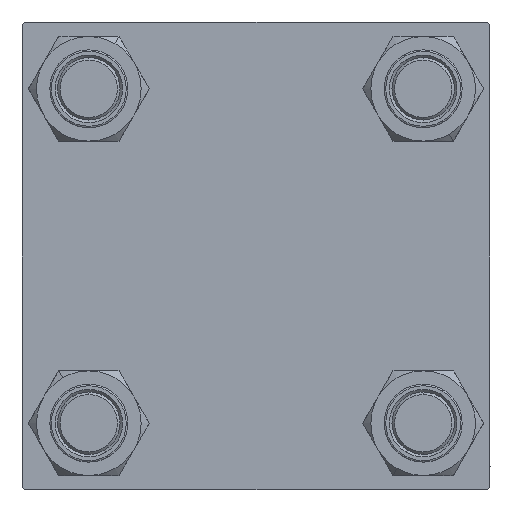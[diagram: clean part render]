
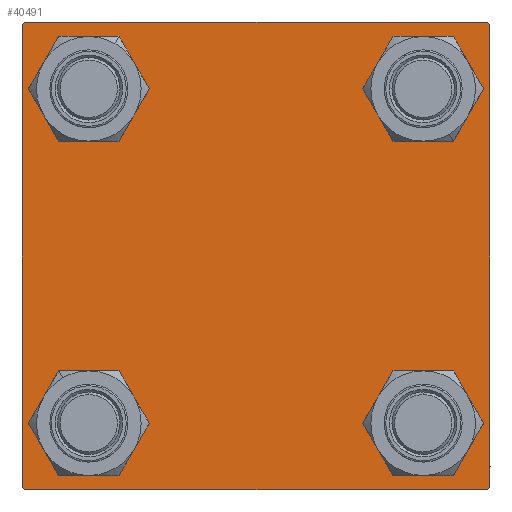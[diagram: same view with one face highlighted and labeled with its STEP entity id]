
A CAD part, left-side view. The second image highlights one B-rep face of the part: STEP entity #40491.
In plain terms, the highlighted planar face has unit normal (-1, 0, 0).
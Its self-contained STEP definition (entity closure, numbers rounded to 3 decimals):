
#111 = ORIENTED_EDGE ( 'NONE', *, *, #2456, .T. ) ;
#663 = VECTOR ( 'NONE', #10213, 1000. ) ;
#833 = DIRECTION ( 'NONE',  ( 0., -1., 0. ) ) ;
#1543 = LINE ( 'NONE', #28669, #10582 ) ;
#1777 = VERTEX_POINT ( 'NONE', #9063 ) ;
#2276 = ORIENTED_EDGE ( 'NONE', *, *, #22373, .T. ) ;
#2456 = EDGE_CURVE ( 'NONE', #4828, #28904, #15437, .T. ) ;
#2459 = VERTEX_POINT ( 'NONE', #23864 ) ;
#2872 = AXIS2_PLACEMENT_3D ( 'NONE', #25276, #36961, #6002 ) ;
#3090 = VERTEX_POINT ( 'NONE', #12019 ) ;
#3429 = EDGE_CURVE ( 'NONE', #1777, #29359, #1543, .T. ) ;
#3604 = EDGE_LOOP ( 'NONE', ( #111, #26040 ) ) ;
#3776 = ORIENTED_EDGE ( 'NONE', *, *, #17446, .T. ) ;
#3830 = FACE_BOUND ( 'NONE', #3604, .T. ) ;
#4196 = DIRECTION ( 'NONE',  ( 0., -1., 0. ) ) ;
#4219 = CARTESIAN_POINT ( 'NONE',  ( 0., -44.5, 45. ) ) ;
#4828 = VERTEX_POINT ( 'NONE', #26059 ) ;
#4956 = ORIENTED_EDGE ( 'NONE', *, *, #43263, .T. ) ;
#4970 = VECTOR ( 'NONE', #27386, 1000. ) ;
#5007 = FACE_BOUND ( 'NONE', #48736, .T. ) ;
#5151 = AXIS2_PLACEMENT_3D ( 'NONE', #31397, #22343, #6377 ) ;
#5263 = ORIENTED_EDGE ( 'NONE', *, *, #39731, .F. ) ;
#5336 = VECTOR ( 'NONE', #6232, 1000. ) ;
#5427 = EDGE_CURVE ( 'NONE', #10688, #36786, #26876, .T. ) ;
#5509 = DIRECTION ( 'NONE',  ( -1., 0., 0. ) ) ;
#6002 = DIRECTION ( 'NONE',  ( 0., 0., 1. ) ) ;
#6232 = DIRECTION ( 'NONE',  ( 0., 0., -1. ) ) ;
#6284 = ORIENTED_EDGE ( 'NONE', *, *, #33718, .T. ) ;
#6377 = DIRECTION ( 'NONE',  ( 0., 0., 1. ) ) ;
#6444 = CARTESIAN_POINT ( 'NONE',  ( 0., -32.15, 32.15 ) ) ;
#7275 = ORIENTED_EDGE ( 'NONE', *, *, #3429, .T. ) ;
#8252 = CARTESIAN_POINT ( 'NONE',  ( 0., 45., 45. ) ) ;
#8558 = VECTOR ( 'NONE', #38524, 1000. ) ;
#9025 = VECTOR ( 'NONE', #833, 1000. ) ;
#9063 = CARTESIAN_POINT ( 'NONE',  ( 0., 45., -44.5 ) ) ;
#9535 = LINE ( 'NONE', #36690, #37853 ) ;
#9987 = CARTESIAN_POINT ( 'NONE',  ( 0., -32.15, 38.65 ) ) ;
#10140 = CIRCLE ( 'NONE', #2872, 6.5 ) ;
#10213 = DIRECTION ( 'NONE',  ( 0., -0.707, 0.707 ) ) ;
#10302 = CARTESIAN_POINT ( 'NONE',  ( 0., 45., 44.5 ) ) ;
#10364 = EDGE_CURVE ( 'NONE', #2459, #19445, #14848, .T. ) ;
#10550 = CARTESIAN_POINT ( 'NONE',  ( 0., 44.5, 45. ) ) ;
#10564 = ORIENTED_EDGE ( 'NONE', *, *, #48009, .T. ) ;
#10582 = VECTOR ( 'NONE', #17496, 1000. ) ;
#10688 = VERTEX_POINT ( 'NONE', #10550 ) ;
#11065 = VERTEX_POINT ( 'NONE', #9987 ) ;
#11737 = AXIS2_PLACEMENT_3D ( 'NONE', #40957, #37635, #32826 ) ;
#12019 = CARTESIAN_POINT ( 'NONE',  ( 0., 32.15, -38.65 ) ) ;
#12392 = AXIS2_PLACEMENT_3D ( 'NONE', #26593, #14421, #37521 ) ;
#13196 = CARTESIAN_POINT ( 'NONE',  ( 0., 32.15, -32.15 ) ) ;
#13275 = EDGE_CURVE ( 'NONE', #28904, #4828, #38482, .T. ) ;
#14421 = DIRECTION ( 'NONE',  ( 1., 0., 0. ) ) ;
#14848 = CIRCLE ( 'NONE', #5151, 6.5 ) ;
#15197 = EDGE_LOOP ( 'NONE', ( #28597, #6284 ) ) ;
#15437 = CIRCLE ( 'NONE', #43817, 6.5 ) ;
#15705 = ORIENTED_EDGE ( 'NONE', *, *, #10364, .T. ) ;
#16014 = DIRECTION ( 'NONE',  ( 0., 0., 1. ) ) ;
#16525 = VERTEX_POINT ( 'NONE', #40327 ) ;
#16663 = FACE_BOUND ( 'NONE', #35786, .T. ) ;
#16789 = LINE ( 'NONE', #24169, #9025 ) ;
#17446 = EDGE_CURVE ( 'NONE', #19445, #2459, #10140, .T. ) ;
#17496 = DIRECTION ( 'NONE',  ( 0., -0.707, -0.707 ) ) ;
#17725 = ORIENTED_EDGE ( 'NONE', *, *, #49374, .T. ) ;
#19445 = VERTEX_POINT ( 'NONE', #41125 ) ;
#19814 = DIRECTION ( 'NONE',  ( 1., 0., 0. ) ) ;
#20224 = PLANE ( 'NONE',  #37755 ) ;
#20500 = CIRCLE ( 'NONE', #12392, 6.5 ) ;
#22284 = CARTESIAN_POINT ( 'NONE',  ( 0., 45., 45. ) ) ;
#22343 = DIRECTION ( 'NONE',  ( 1., 0., 0. ) ) ;
#22373 = EDGE_CURVE ( 'NONE', #36603, #31425, #9535, .T. ) ;
#23373 = EDGE_CURVE ( 'NONE', #10688, #31425, #38965, .T. ) ;
#23531 = CARTESIAN_POINT ( 'NONE',  ( 0., -45., 44.5 ) ) ;
#23864 = CARTESIAN_POINT ( 'NONE',  ( 0., -32.15, -25.65 ) ) ;
#24169 = CARTESIAN_POINT ( 'NONE',  ( 0., 45., -45. ) ) ;
#24563 = EDGE_CURVE ( 'NONE', #16525, #38812, #33053, .T. ) ;
#24940 = CARTESIAN_POINT ( 'NONE',  ( 0., -32.15, 25.65 ) ) ;
#24954 = EDGE_CURVE ( 'NONE', #45432, #3090, #37132, .T. ) ;
#25017 = DIRECTION ( 'NONE',  ( 0., 0.707, 0.707 ) ) ;
#25276 = CARTESIAN_POINT ( 'NONE',  ( 0., -32.15, -32.15 ) ) ;
#25420 = VERTEX_POINT ( 'NONE', #24940 ) ;
#25761 = CARTESIAN_POINT ( 'NONE',  ( 0., -45., 45. ) ) ;
#26040 = ORIENTED_EDGE ( 'NONE', *, *, #13275, .T. ) ;
#26059 = CARTESIAN_POINT ( 'NONE',  ( 0., 32.15, 38.65 ) ) ;
#26584 = AXIS2_PLACEMENT_3D ( 'NONE', #6444, #33829, #49086 ) ;
#26593 = CARTESIAN_POINT ( 'NONE',  ( 0., 32.15, -32.15 ) ) ;
#26876 = LINE ( 'NONE', #42373, #4970 ) ;
#26912 = EDGE_LOOP ( 'NONE', ( #4956, #7275, #35960, #49687, #5263, #2276, #42248, #39541 ) ) ;
#27386 = DIRECTION ( 'NONE',  ( 0., 0.707, -0.707 ) ) ;
#27553 = CARTESIAN_POINT ( 'NONE',  ( 0., -45., -44.5 ) ) ;
#27667 = CARTESIAN_POINT ( 'NONE',  ( 0., 32.15, 32.15 ) ) ;
#28597 = ORIENTED_EDGE ( 'NONE', *, *, #24954, .T. ) ;
#28669 = CARTESIAN_POINT ( 'NONE',  ( 0., 44.75, -44.75 ) ) ;
#28904 = VERTEX_POINT ( 'NONE', #44809 ) ;
#29359 = VERTEX_POINT ( 'NONE', #48597 ) ;
#29545 = EDGE_CURVE ( 'NONE', #29359, #16525, #16789, .T. ) ;
#30468 = DIRECTION ( 'NONE',  ( 1., 0., 0. ) ) ;
#31397 = CARTESIAN_POINT ( 'NONE',  ( 0., -32.15, -32.15 ) ) ;
#31425 = VERTEX_POINT ( 'NONE', #4219 ) ;
#31477 = CIRCLE ( 'NONE', #26584, 6.5 ) ;
#32200 = CIRCLE ( 'NONE', #40292, 6.5 ) ;
#32405 = CARTESIAN_POINT ( 'NONE',  ( 0., 32.15, -25.65 ) ) ;
#32826 = DIRECTION ( 'NONE',  ( 0., 0., 1. ) ) ;
#33053 = LINE ( 'NONE', #36612, #663 ) ;
#33718 = EDGE_CURVE ( 'NONE', #3090, #45432, #20500, .T. ) ;
#33829 = DIRECTION ( 'NONE',  ( 1., 0., 0. ) ) ;
#34780 = DIRECTION ( 'NONE',  ( 0., 0., 1. ) ) ;
#35707 = CARTESIAN_POINT ( 'NONE',  ( 0., 0., 0. ) ) ;
#35786 = EDGE_LOOP ( 'NONE', ( #15705, #3776 ) ) ;
#35960 = ORIENTED_EDGE ( 'NONE', *, *, #29545, .T. ) ;
#36291 = AXIS2_PLACEMENT_3D ( 'NONE', #13196, #19814, #16014 ) ;
#36603 = VERTEX_POINT ( 'NONE', #23531 ) ;
#36612 = CARTESIAN_POINT ( 'NONE',  ( 0., -44.75, -44.75 ) ) ;
#36690 = CARTESIAN_POINT ( 'NONE',  ( 0., -44.75, 44.75 ) ) ;
#36786 = VERTEX_POINT ( 'NONE', #10302 ) ;
#36961 = DIRECTION ( 'NONE',  ( 1., 0., 0. ) ) ;
#37095 = DIRECTION ( 'NONE',  ( 1., 0., 0. ) ) ;
#37132 = CIRCLE ( 'NONE', #36291, 6.5 ) ;
#37521 = DIRECTION ( 'NONE',  ( 0., 0., 1. ) ) ;
#37635 = DIRECTION ( 'NONE',  ( 1., 0., 0. ) ) ;
#37755 = AXIS2_PLACEMENT_3D ( 'NONE', #35707, #5509, #34780 ) ;
#37763 = LINE ( 'NONE', #22284, #8558 ) ;
#37853 = VECTOR ( 'NONE', #25017, 1000. ) ;
#38482 = CIRCLE ( 'NONE', #11737, 6.5 ) ;
#38524 = DIRECTION ( 'NONE',  ( 0., 0., -1. ) ) ;
#38594 = FACE_BOUND ( 'NONE', #15197, .T. ) ;
#38812 = VERTEX_POINT ( 'NONE', #27553 ) ;
#38965 = LINE ( 'NONE', #8252, #41959 ) ;
#39541 = ORIENTED_EDGE ( 'NONE', *, *, #5427, .T. ) ;
#39731 = EDGE_CURVE ( 'NONE', #36603, #38812, #41000, .T. ) ;
#40280 = FACE_OUTER_BOUND ( 'NONE', #26912, .T. ) ;
#40292 = AXIS2_PLACEMENT_3D ( 'NONE', #40410, #37095, #44475 ) ;
#40327 = CARTESIAN_POINT ( 'NONE',  ( 0., -44.5, -45. ) ) ;
#40410 = CARTESIAN_POINT ( 'NONE',  ( 0., -32.15, 32.15 ) ) ;
#40491 = ADVANCED_FACE ( 'NONE', ( #5007, #16663, #38594, #3830, #40280 ), #20224, .T. ) ;
#40957 = CARTESIAN_POINT ( 'NONE',  ( 0., 32.15, 32.15 ) ) ;
#41000 = LINE ( 'NONE', #25761, #5336 ) ;
#41125 = CARTESIAN_POINT ( 'NONE',  ( 0., -32.15, -38.65 ) ) ;
#41959 = VECTOR ( 'NONE', #4196, 1000. ) ;
#42248 = ORIENTED_EDGE ( 'NONE', *, *, #23373, .F. ) ;
#42373 = CARTESIAN_POINT ( 'NONE',  ( 0., 44.75, 44.75 ) ) ;
#43168 = DIRECTION ( 'NONE',  ( 0., 0., 1. ) ) ;
#43263 = EDGE_CURVE ( 'NONE', #36786, #1777, #37763, .T. ) ;
#43817 = AXIS2_PLACEMENT_3D ( 'NONE', #27667, #30468, #43168 ) ;
#44475 = DIRECTION ( 'NONE',  ( 0., 0., 1. ) ) ;
#44809 = CARTESIAN_POINT ( 'NONE',  ( 0., 32.15, 25.65 ) ) ;
#45432 = VERTEX_POINT ( 'NONE', #32405 ) ;
#48009 = EDGE_CURVE ( 'NONE', #25420, #11065, #32200, .T. ) ;
#48597 = CARTESIAN_POINT ( 'NONE',  ( 0., 44.5, -45. ) ) ;
#48736 = EDGE_LOOP ( 'NONE', ( #17725, #10564 ) ) ;
#49086 = DIRECTION ( 'NONE',  ( 0., 0., 1. ) ) ;
#49374 = EDGE_CURVE ( 'NONE', #11065, #25420, #31477, .T. ) ;
#49687 = ORIENTED_EDGE ( 'NONE', *, *, #24563, .T. ) ;
